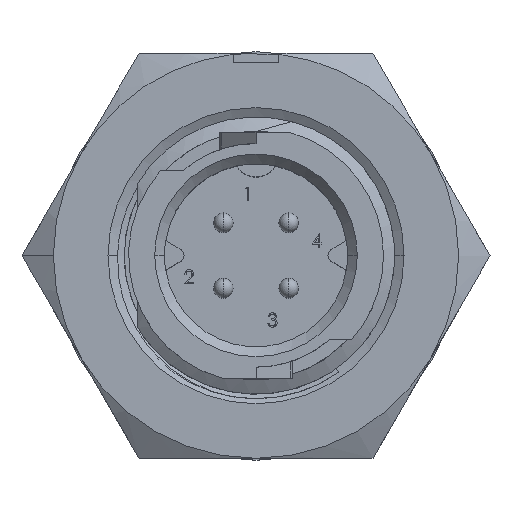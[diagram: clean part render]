
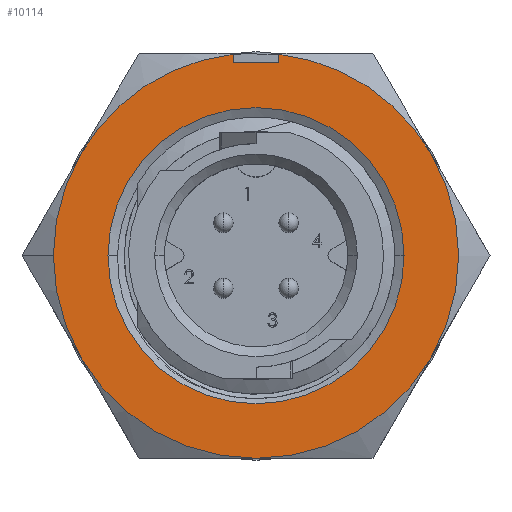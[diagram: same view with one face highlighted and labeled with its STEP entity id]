
A CAD part, top view. The second image highlights one B-rep face of the part: STEP entity #10114.
In plain terms, the highlighted planar face has unit normal (0, 0, 1).
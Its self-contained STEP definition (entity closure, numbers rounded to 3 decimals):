
#647 = CARTESIAN_POINT ( 'NONE',  ( 0.889, -7.493, 10.236 ) ) ;
#802 = DIRECTION ( 'NONE',  ( 1., 0., 0. ) ) ;
#1251 = CIRCLE ( 'NONE', #12753, 5.753 ) ;
#1350 = EDGE_LOOP ( 'NONE', ( #13601, #7440 ) ) ;
#1515 = AXIS2_PLACEMENT_3D ( 'NONE', #2126, #13870, #802 ) ;
#1756 = LINE ( 'NONE', #4788, #16056 ) ;
#1951 = AXIS2_PLACEMENT_3D ( 'NONE', #4868, #10644, #16429 ) ;
#2126 = CARTESIAN_POINT ( 'NONE',  ( 0., 0., 10.236 ) ) ;
#2140 = AXIS2_PLACEMENT_3D ( 'NONE', #7156, #8678, #14469 ) ;
#2228 = VERTEX_POINT ( 'NONE', #13554 ) ;
#2247 = EDGE_CURVE ( 'NONE', #8255, #17674, #17887, .T. ) ;
#2268 = DIRECTION ( 'NONE',  ( 1., 0., 0. ) ) ;
#2329 = VERTEX_POINT ( 'NONE', #5106 ) ;
#2429 = CARTESIAN_POINT ( 'NONE',  ( 7.874, 0., 10.236 ) ) ;
#2466 = CARTESIAN_POINT ( 'NONE',  ( 0., 0., 10.236 ) ) ;
#2822 = DIRECTION ( 'NONE',  ( 0., -1., 0. ) ) ;
#3148 = EDGE_CURVE ( 'NONE', #17571, #13719, #3761, .T. ) ;
#3362 = CIRCLE ( 'NONE', #2140, 7.874 ) ;
#3473 = ORIENTED_EDGE ( 'NONE', *, *, #13320, .F. ) ;
#3620 = CIRCLE ( 'NONE', #1515, 7.874 ) ;
#3734 = EDGE_CURVE ( 'NONE', #17452, #4229, #18424, .T. ) ;
#3761 = CIRCLE ( 'NONE', #1951, 7.874 ) ;
#4184 = DIRECTION ( 'NONE',  ( 0., 0., -1. ) ) ;
#4229 = VERTEX_POINT ( 'NONE', #11082 ) ;
#4518 = CARTESIAN_POINT ( 'NONE',  ( 6.819, -3.937, 10.236 ) ) ;
#4546 = DIRECTION ( 'NONE',  ( 0., 0., -1. ) ) ;
#4788 = CARTESIAN_POINT ( 'NONE',  ( 0.889, -8.938, 10.236 ) ) ;
#4868 = CARTESIAN_POINT ( 'NONE',  ( 0., 0., 10.236 ) ) ;
#5106 = CARTESIAN_POINT ( 'NONE',  ( 6.819, 3.937, 10.236 ) ) ;
#5600 = DIRECTION ( 'NONE',  ( 1., 0., 0. ) ) ;
#6039 = DIRECTION ( 'NONE',  ( 0., 0., -1. ) ) ;
#6239 = ORIENTED_EDGE ( 'NONE', *, *, #12564, .F. ) ;
#6383 = CARTESIAN_POINT ( 'NONE',  ( 0.889, -7.493, 10.236 ) ) ;
#6641 = AXIS2_PLACEMENT_3D ( 'NONE', #13256, #14873, #7365 ) ;
#6852 = ORIENTED_EDGE ( 'NONE', *, *, #12218, .F. ) ;
#6953 = ORIENTED_EDGE ( 'NONE', *, *, #3734, .F. ) ;
#7032 = PLANE ( 'NONE',  #17909 ) ;
#7156 = CARTESIAN_POINT ( 'NONE',  ( 0., 0., 10.236 ) ) ;
#7297 = EDGE_LOOP ( 'NONE', ( #9998, #8087, #9485, #6852, #9318, #17793, #6239, #3473, #6953, #10091 ) ) ;
#7311 = FACE_BOUND ( 'NONE', #1350, .T. ) ;
#7364 = DIRECTION ( 'NONE',  ( 1., 0., 0. ) ) ;
#7365 = DIRECTION ( 'NONE',  ( 1., 0., 0. ) ) ;
#7440 = ORIENTED_EDGE ( 'NONE', *, *, #2247, .T. ) ;
#7716 = DIRECTION ( 'NONE',  ( 0., 1., 0. ) ) ;
#8043 = CARTESIAN_POINT ( 'NONE',  ( -6.819, 3.937, 10.236 ) ) ;
#8087 = ORIENTED_EDGE ( 'NONE', *, *, #10881, .F. ) ;
#8255 = VERTEX_POINT ( 'NONE', #12061 ) ;
#8493 = EDGE_CURVE ( 'NONE', #11133, #2228, #18670, .T. ) ;
#8535 = DIRECTION ( 'NONE',  ( 1., 0., 0. ) ) ;
#8678 = DIRECTION ( 'NONE',  ( 0., 0., -1. ) ) ;
#9083 = AXIS2_PLACEMENT_3D ( 'NONE', #13537, #6039, #7364 ) ;
#9318 = ORIENTED_EDGE ( 'NONE', *, *, #3148, .F. ) ;
#9485 = ORIENTED_EDGE ( 'NONE', *, *, #16472, .F. ) ;
#9621 = DIRECTION ( 'NONE',  ( -1., 0., 0. ) ) ;
#9704 = VECTOR ( 'NONE', #9621, 1000. ) ;
#9972 = DIRECTION ( 'NONE',  ( 0., 0., -1. ) ) ;
#9997 = AXIS2_PLACEMENT_3D ( 'NONE', #12141, #16489, #2268 ) ;
#9998 = ORIENTED_EDGE ( 'NONE', *, *, #8493, .F. ) ;
#10091 = ORIENTED_EDGE ( 'NONE', *, *, #15418, .F. ) ;
#10114 = ADVANCED_FACE ( 'NONE', ( #7311, #13112 ), #7032, .F. ) ;
#10476 = AXIS2_PLACEMENT_3D ( 'NONE', #17255, #4546, #8535 ) ;
#10644 = DIRECTION ( 'NONE',  ( 0., 0., -1. ) ) ;
#10881 = EDGE_CURVE ( 'NONE', #16172, #11133, #15812, .T. ) ;
#11082 = CARTESIAN_POINT ( 'NONE',  ( 0., 7.874, 10.236 ) ) ;
#11133 = VERTEX_POINT ( 'NONE', #15314 ) ;
#11686 = CARTESIAN_POINT ( 'NONE',  ( 0., 15.748, 10.236 ) ) ;
#12061 = CARTESIAN_POINT ( 'NONE',  ( 5.753, 0., 10.236 ) ) ;
#12141 = CARTESIAN_POINT ( 'NONE',  ( 0., 0., 10.236 ) ) ;
#12198 = VERTEX_POINT ( 'NONE', #6383 ) ;
#12218 = EDGE_CURVE ( 'NONE', #13719, #12198, #1756, .T. ) ;
#12564 = EDGE_CURVE ( 'NONE', #2329, #12783, #13324, .T. ) ;
#12753 = AXIS2_PLACEMENT_3D ( 'NONE', #12816, #4184, #5600 ) ;
#12783 = VERTEX_POINT ( 'NONE', #2429 ) ;
#12816 = CARTESIAN_POINT ( 'NONE',  ( 0., 0., 10.236 ) ) ;
#13011 = CIRCLE ( 'NONE', #6641, 7.874 ) ;
#13112 = FACE_OUTER_BOUND ( 'NONE', #7297, .T. ) ;
#13116 = EDGE_CURVE ( 'NONE', #12783, #17571, #3620, .T. ) ;
#13256 = CARTESIAN_POINT ( 'NONE',  ( 0., 0., 10.236 ) ) ;
#13320 = EDGE_CURVE ( 'NONE', #4229, #2329, #13011, .T. ) ;
#13324 = CIRCLE ( 'NONE', #9083, 7.874 ) ;
#13537 = CARTESIAN_POINT ( 'NONE',  ( 0., 0., 10.236 ) ) ;
#13554 = CARTESIAN_POINT ( 'NONE',  ( -6.819, -3.937, 10.236 ) ) ;
#13601 = ORIENTED_EDGE ( 'NONE', *, *, #16231, .T. ) ;
#13718 = LINE ( 'NONE', #647, #9704 ) ;
#13719 = VERTEX_POINT ( 'NONE', #17027 ) ;
#13870 = DIRECTION ( 'NONE',  ( 0., 0., -1. ) ) ;
#14469 = DIRECTION ( 'NONE',  ( 1., 0., 0. ) ) ;
#14873 = DIRECTION ( 'NONE',  ( 0., 0., -1. ) ) ;
#15177 = VECTOR ( 'NONE', #2822, 1000. ) ;
#15221 = CARTESIAN_POINT ( 'NONE',  ( -5.753, 0., 10.236 ) ) ;
#15314 = CARTESIAN_POINT ( 'NONE',  ( -0.889, -7.824, 10.236 ) ) ;
#15418 = EDGE_CURVE ( 'NONE', #2228, #17452, #3362, .T. ) ;
#15451 = DIRECTION ( 'NONE',  ( 0., 0., -1. ) ) ;
#15764 = DIRECTION ( 'NONE',  ( 0., -1., 0. ) ) ;
#15812 = LINE ( 'NONE', #15993, #15177 ) ;
#15993 = CARTESIAN_POINT ( 'NONE',  ( -0.889, -8.938, 10.236 ) ) ;
#16056 = VECTOR ( 'NONE', #7716, 1000. ) ;
#16172 = VERTEX_POINT ( 'NONE', #18504 ) ;
#16231 = EDGE_CURVE ( 'NONE', #17674, #8255, #1251, .T. ) ;
#16429 = DIRECTION ( 'NONE',  ( 1., 0., 0. ) ) ;
#16472 = EDGE_CURVE ( 'NONE', #12198, #16172, #13718, .T. ) ;
#16489 = DIRECTION ( 'NONE',  ( 0., 0., -1. ) ) ;
#16899 = AXIS2_PLACEMENT_3D ( 'NONE', #2466, #15451, #16964 ) ;
#16964 = DIRECTION ( 'NONE',  ( 1., 0., 0. ) ) ;
#17027 = CARTESIAN_POINT ( 'NONE',  ( 0.889, -7.824, 10.236 ) ) ;
#17255 = CARTESIAN_POINT ( 'NONE',  ( 0., 0., 10.236 ) ) ;
#17452 = VERTEX_POINT ( 'NONE', #8043 ) ;
#17571 = VERTEX_POINT ( 'NONE', #4518 ) ;
#17674 = VERTEX_POINT ( 'NONE', #15221 ) ;
#17793 = ORIENTED_EDGE ( 'NONE', *, *, #13116, .F. ) ;
#17887 = CIRCLE ( 'NONE', #9997, 5.753 ) ;
#17909 = AXIS2_PLACEMENT_3D ( 'NONE', #11686, #9972, #15764 ) ;
#18424 = CIRCLE ( 'NONE', #16899, 7.874 ) ;
#18504 = CARTESIAN_POINT ( 'NONE',  ( -0.889, -7.493, 10.236 ) ) ;
#18670 = CIRCLE ( 'NONE', #10476, 7.874 ) ;
